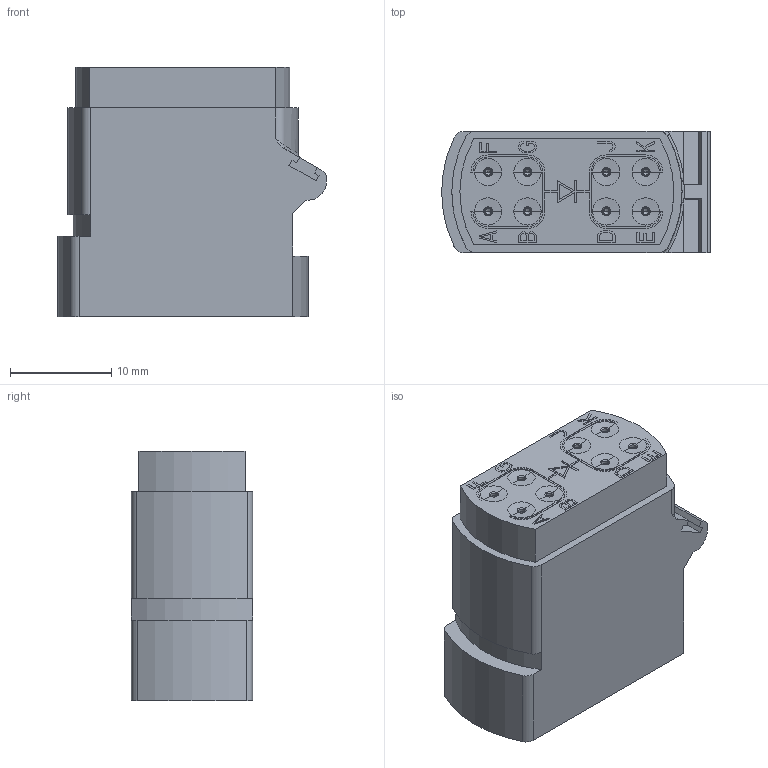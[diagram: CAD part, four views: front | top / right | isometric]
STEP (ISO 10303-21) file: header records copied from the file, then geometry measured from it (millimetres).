
FILE_DESCRIPTION((''),'2;1');
FILE_NAME('00113090802','2020-09-21T',('presta_be4'),(''),'CREO PARAMETRIC BY PTC INC, 2018360','CREO PARAMETRIC BY PTC INC, 2018360','');
FILE_SCHEMA(('CONFIG_CONTROL_DESIGN'));
Products named in the file (1): 00113090802
Bounding box: 26.6 x 12 x 24.72 mm (x, y, z)
Volume: 5712.7 mm3; surface area: 5530.4 mm2
Topology: 9 solids, 9 shells, 2196 faces, 5641 edges, 3498 vertices
Faces by surface type: plane 1284, cone 352, cylinder 347, torus 208, bspline 5
Entity records: 68830 total; most frequent: CARTESIAN_POINT 14797, DIRECTION 11640, ORIENTED_EDGE 11218, EDGE_CURVE 5609, AXIS2_PLACEMENT_3D 4308, VERTEX_POINT 3498, VECTOR 3024, LINE 3024
